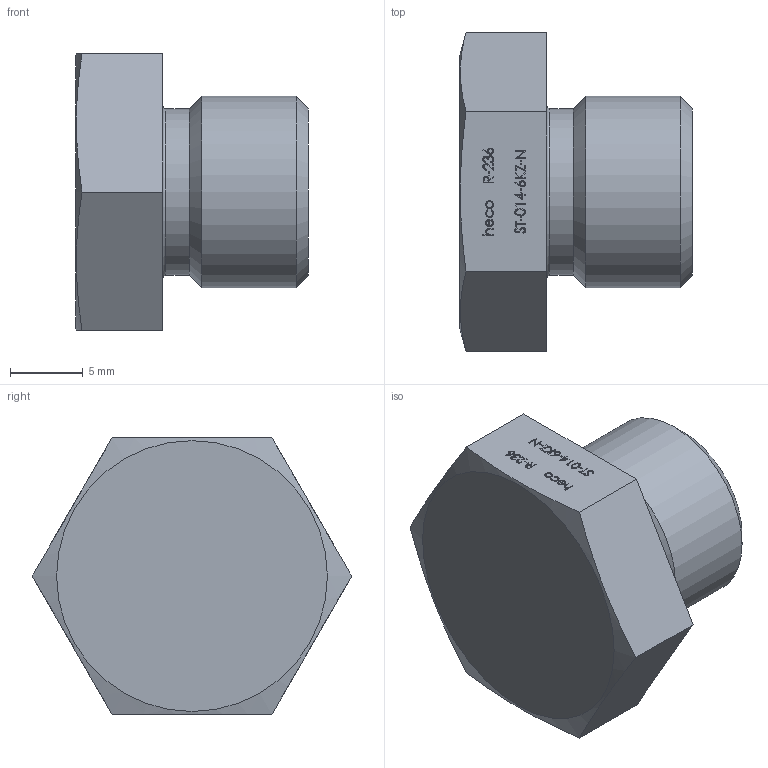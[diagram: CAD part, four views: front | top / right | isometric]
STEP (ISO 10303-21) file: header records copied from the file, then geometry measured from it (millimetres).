
FILE_DESCRIPTION (( 'STEP AP214' ), '1' );
FILE_NAME ('ST-014-6KZ-N R-236 Stopfen 6KT zyl 2011.STEP', '2020-11-17T10:18:24', ( '' ), ( '' ), 'SwSTEP 2.0', 'SolidWorks 2019', '' );
FILE_SCHEMA (( 'AUTOMOTIVE_DESIGN' ));
Length unit declared in the file: millimetre
Products named in the file (1): ST-014-6KZ-N R-236 Stopfen 6KT zyl 2011
Bounding box: 16 x 21.94 x 19.01 mm (x, y, z)
Volume: 3141.3 mm3; surface area: 1433 mm2
Topology: 1 solids, 1 shells, 258 faces, 677 edges, 450 vertices
Faces by surface type: plane 150, bspline 102, cone 3, cylinder 2, torus 1
Full cylindrical faces by diameter (mm): 11.445 x1, 13.157 x1
Entity records: 15806 total; most frequent: CARTESIAN_POINT 7543, ORIENTED_EDGE 1340, DIRECTION 781, EDGE_CURVE 670, VECTOR 453, LINE 453, VERTEX_POINT 449, EDGE_LOOP 293
